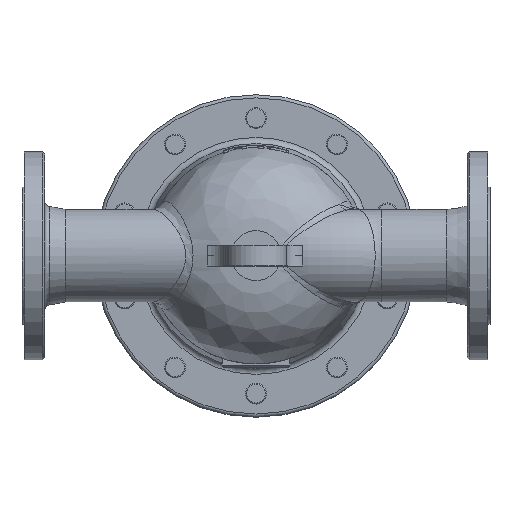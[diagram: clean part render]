
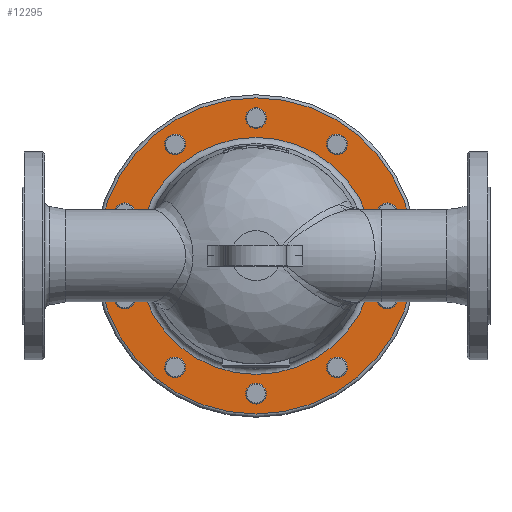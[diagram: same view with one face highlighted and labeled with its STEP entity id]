
A CAD part, top view. The second image highlights one B-rep face of the part: STEP entity #12295.
In plain terms, the highlighted planar face has unit normal (0, 0, 1).
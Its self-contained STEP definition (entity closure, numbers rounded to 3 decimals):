
#2354=CARTESIAN_POINT('',(-69.791,113.073,264.5));
#2355=VERTEX_POINT('',#2354);
#2356=CARTESIAN_POINT('',(-77.882,107.195,264.5));
#2357=DIRECTION('',(0.0,0.0,-1.0));
#2358=DIRECTION('',(-0.809,-0.588,0.0));
#2359=AXIS2_PLACEMENT_3D('',#2356,#2357,#2358);
#2360=CIRCLE('',#2359,10.);
#2361=EDGE_CURVE('',#2355,#2355,#2360,.T.);
#2468=CARTESIAN_POINT('',(-122.925,50.455,264.5));
#2469=VERTEX_POINT('',#2468);
#2470=CARTESIAN_POINT('',(-126.015,40.945,264.5));
#2471=DIRECTION('',(0.0,0.0,-1.0));
#2472=DIRECTION('',(-0.309,-0.951,0.0));
#2473=AXIS2_PLACEMENT_3D('',#2470,#2471,#2472);
#2474=CIRCLE('',#2473,10.);
#2475=EDGE_CURVE('',#2469,#2469,#2474,.T.);
#2582=CARTESIAN_POINT('',(-129.105,-31.434,264.5));
#2583=VERTEX_POINT('',#2582);
#2584=CARTESIAN_POINT('',(-126.015,-40.945,264.5));
#2585=DIRECTION('',(0.0,0.0,-1.0));
#2586=DIRECTION('',(0.309,-0.951,0.0));
#2587=AXIS2_PLACEMENT_3D('',#2584,#2585,#2586);
#2588=CIRCLE('',#2587,10.);
#2589=EDGE_CURVE('',#2583,#2583,#2588,.T.);
#2696=CARTESIAN_POINT('',(-85.972,-101.317,264.5));
#2697=VERTEX_POINT('',#2696);
#2698=CARTESIAN_POINT('',(-77.882,-107.195,264.5));
#2699=DIRECTION('',(0.0,0.0,-1.0));
#2700=DIRECTION('',(0.809,-0.588,0.0));
#2701=AXIS2_PLACEMENT_3D('',#2698,#2699,#2700);
#2702=CIRCLE('',#2701,10.);
#2703=EDGE_CURVE('',#2697,#2697,#2702,.T.);
#2810=CARTESIAN_POINT('',(-10.,-132.5,264.5));
#2811=VERTEX_POINT('',#2810);
#2812=CARTESIAN_POINT('',(0.,-132.5,264.5));
#2813=DIRECTION('',(0.0,0.0,-1.0));
#2814=DIRECTION('',(1.0,0.0,0.0));
#2815=AXIS2_PLACEMENT_3D('',#2812,#2813,#2814);
#2816=CIRCLE('',#2815,10.);
#2817=EDGE_CURVE('',#2811,#2811,#2816,.T.);
#2924=CARTESIAN_POINT('',(69.791,-113.073,264.5));
#2925=VERTEX_POINT('',#2924);
#2926=CARTESIAN_POINT('',(77.882,-107.195,264.5));
#2927=DIRECTION('',(0.0,0.0,-1.0));
#2928=DIRECTION('',(0.809,0.588,0.0));
#2929=AXIS2_PLACEMENT_3D('',#2926,#2927,#2928);
#2930=CIRCLE('',#2929,10.);
#2931=EDGE_CURVE('',#2925,#2925,#2930,.T.);
#3038=CARTESIAN_POINT('',(122.925,-50.455,264.5));
#3039=VERTEX_POINT('',#3038);
#3040=CARTESIAN_POINT('',(126.015,-40.945,264.5));
#3041=DIRECTION('',(0.0,0.0,-1.0));
#3042=DIRECTION('',(0.309,0.951,0.0));
#3043=AXIS2_PLACEMENT_3D('',#3040,#3041,#3042);
#3044=CIRCLE('',#3043,10.);
#3045=EDGE_CURVE('',#3039,#3039,#3044,.T.);
#3152=CARTESIAN_POINT('',(129.105,31.434,264.5));
#3153=VERTEX_POINT('',#3152);
#3154=CARTESIAN_POINT('',(126.015,40.945,264.5));
#3155=DIRECTION('',(0.0,0.0,-1.0));
#3156=DIRECTION('',(-0.309,0.951,0.0));
#3157=AXIS2_PLACEMENT_3D('',#3154,#3155,#3156);
#3158=CIRCLE('',#3157,10.);
#3159=EDGE_CURVE('',#3153,#3153,#3158,.T.);
#3266=CARTESIAN_POINT('',(85.972,101.317,264.5));
#3267=VERTEX_POINT('',#3266);
#3268=CARTESIAN_POINT('',(77.882,107.195,264.5));
#3269=DIRECTION('',(0.0,0.0,-1.0));
#3270=DIRECTION('',(-0.809,0.588,0.0));
#3271=AXIS2_PLACEMENT_3D('',#3268,#3269,#3270);
#3272=CIRCLE('',#3271,10.);
#3273=EDGE_CURVE('',#3267,#3267,#3272,.T.);
#5459=CARTESIAN_POINT('',(10.,132.5,264.5));
#5460=VERTEX_POINT('',#5459);
#5461=CARTESIAN_POINT('',(0.0,132.5,264.5));
#5462=DIRECTION('',(0.0,0.0,-1.0));
#5463=DIRECTION('',(-1.0,0.0,0.0));
#5464=AXIS2_PLACEMENT_3D('',#5461,#5462,#5463);
#5465=CIRCLE('',#5464,10.);
#5466=EDGE_CURVE('',#5460,#5460,#5465,.T.);
#12223=CARTESIAN_POINT('',(152.0,0.,264.5));
#12224=VERTEX_POINT('',#12223);
#12225=CARTESIAN_POINT('',(0.0,0.0,264.5));
#12226=DIRECTION('',(0.0,0.0,-1.0));
#12227=DIRECTION('',(-1.0,0.0,0.0));
#12228=AXIS2_PLACEMENT_3D('',#12225,#12226,#12227);
#12229=CIRCLE('',#12228,152.0);
#12230=EDGE_CURVE('',#12224,#12224,#12229,.T.);
#12246=CARTESIAN_POINT('',(0.0,0.0,264.5));
#12247=DIRECTION('',(0.0,0.0,-1.0));
#12248=DIRECTION('',(-1.0,0.0,0.0));
#12249=AXIS2_PLACEMENT_3D('',#12246,#12247,#12248);
#12250=PLANE('',#12249);
#12251=ORIENTED_EDGE('',*,*,#12230,.F.);
#12252=EDGE_LOOP('',(#12251));
#12253=FACE_OUTER_BOUND('',#12252,.T.);
#12254=ORIENTED_EDGE('',*,*,#2361,.T.);
#12255=EDGE_LOOP('',(#12254));
#12256=FACE_BOUND('',#12255,.T.);
#12257=ORIENTED_EDGE('',*,*,#2475,.T.);
#12258=EDGE_LOOP('',(#12257));
#12259=FACE_BOUND('',#12258,.T.);
#12260=ORIENTED_EDGE('',*,*,#2589,.T.);
#12261=EDGE_LOOP('',(#12260));
#12262=FACE_BOUND('',#12261,.T.);
#12263=ORIENTED_EDGE('',*,*,#2703,.T.);
#12264=EDGE_LOOP('',(#12263));
#12265=FACE_BOUND('',#12264,.T.);
#12266=ORIENTED_EDGE('',*,*,#2817,.T.);
#12267=EDGE_LOOP('',(#12266));
#12268=FACE_BOUND('',#12267,.T.);
#12269=ORIENTED_EDGE('',*,*,#2931,.T.);
#12270=EDGE_LOOP('',(#12269));
#12271=FACE_BOUND('',#12270,.T.);
#12272=ORIENTED_EDGE('',*,*,#3045,.T.);
#12273=EDGE_LOOP('',(#12272));
#12274=FACE_BOUND('',#12273,.T.);
#12275=ORIENTED_EDGE('',*,*,#3159,.T.);
#12276=EDGE_LOOP('',(#12275));
#12277=FACE_BOUND('',#12276,.T.);
#12278=ORIENTED_EDGE('',*,*,#3273,.T.);
#12279=EDGE_LOOP('',(#12278));
#12280=FACE_BOUND('',#12279,.T.);
#12281=ORIENTED_EDGE('',*,*,#5466,.T.);
#12282=EDGE_LOOP('',(#12281));
#12283=FACE_BOUND('',#12282,.T.);
#12284=CARTESIAN_POINT('',(113.919,0.,264.5));
#12285=VERTEX_POINT('',#12284);
#12286=CARTESIAN_POINT('',(0.0,0.0,264.5));
#12287=DIRECTION('',(0.0,0.0,1.0));
#12288=DIRECTION('',(-1.0,0.0,0.0));
#12289=AXIS2_PLACEMENT_3D('',#12286,#12287,#12288);
#12290=CIRCLE('',#12289,113.919);
#12291=EDGE_CURVE('',#12285,#12285,#12290,.T.);
#12292=ORIENTED_EDGE('',*,*,#12291,.F.);
#12293=EDGE_LOOP('',(#12292));
#12294=FACE_BOUND('',#12293,.T.);
#12295=ADVANCED_FACE('',(#12253,#12256,#12259,#12262,#12265,#12268,#12271,#12274,#12277,#12280,#12283,#12294),#12250,.F.);
